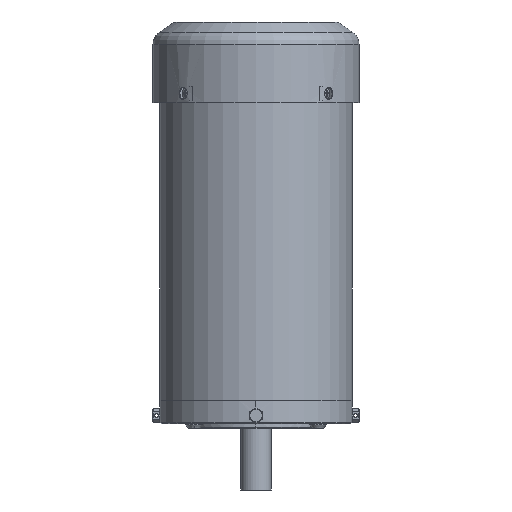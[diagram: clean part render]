
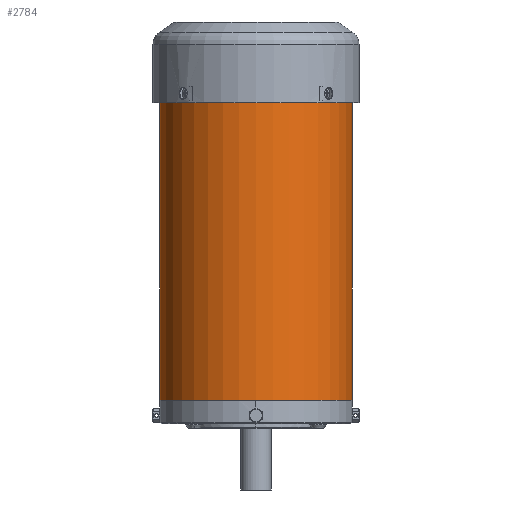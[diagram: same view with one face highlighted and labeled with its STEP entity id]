
A CAD part, front view. The second image highlights one B-rep face of the part: STEP entity #2784.
In plain terms, the highlighted cylindrical face has radius 82 mm (diameter 164 mm), a partial arc.
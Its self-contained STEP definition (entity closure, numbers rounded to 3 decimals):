
#2531=CARTESIAN_POINT('Vertex',(82.,0.,255.)) ;
#2533=CARTESIAN_POINT('Vertex',(-82.,0.,255.)) ;
#2536=CARTESIAN_POINT('Line Origine',(82.,0.,255.)) ;
#2540=CARTESIAN_POINT('Vertex',(82.,0.,0.)) ;
#2547=CARTESIAN_POINT('Vertex',(-82.,0.,0.)) ;
#2550=CARTESIAN_POINT('Line Origine',(-82.,0.,255.)) ;
#2740=CARTESIAN_POINT('Axis2P3D Location',(0.,0.,255.)) ;
#2768=CARTESIAN_POINT('Axis2P3D Location',(0.,0.,255.)) ;
#2773=CARTESIAN_POINT('Axis2P3D Location',(0.,0.,0.)) ;
#2537=DIRECTION('Vector Direction',(0.,0.,-1.)) ;
#2551=DIRECTION('Vector Direction',(0.,0.,-1.)) ;
#2741=DIRECTION('Axis2P3D Direction',(-0.,0.,1.)) ;
#2769=DIRECTION('Axis2P3D Direction',(-0.,0.,-1.)) ;
#2770=DIRECTION('Axis2P3D XDirection',(1.,0.,-0.)) ;
#2774=DIRECTION('Axis2P3D Direction',(-0.,0.,-1.)) ;
#2742=AXIS2_PLACEMENT_3D('Circle Axis2P3D',#2740,#2741,$) ;
#2771=AXIS2_PLACEMENT_3D('Cylinder Axis2P3D',#2768,#2769,#2770) ;
#2775=AXIS2_PLACEMENT_3D('Circle Axis2P3D',#2773,#2774,$) ;
#2779=ORIENTED_EDGE('',*,*,#2542,.F.) ;
#2780=ORIENTED_EDGE('',*,*,#2744,.F.) ;
#2781=ORIENTED_EDGE('',*,*,#2554,.T.) ;
#2782=ORIENTED_EDGE('',*,*,#2777,.T.) ;
#2538=VECTOR('Line Direction',#2537,1.) ;
#2552=VECTOR('Line Direction',#2551,1.) ;
#2784=ADVANCED_FACE('\X2\00C7\X0\\X2\00D0\X0\\X2\00B3\X0\\X2\00FD\X0\-\X2\00C0\X0\\X2\00AD\X0\\X2\00C9\X0\\X2\00EC\X0\2',(#2783),#2772,.T.) ;
#2743=CIRCLE('generated circle',#2742,82.) ;
#2776=CIRCLE('generated circle',#2775,82.) ;
#2772=CYLINDRICAL_SURFACE('generated cylinder',#2771,82.) ;
#2542=EDGE_CURVE('',#2532,#2541,#2539,.T.) ;
#2554=EDGE_CURVE('',#2534,#2548,#2553,.T.) ;
#2744=EDGE_CURVE('',#2534,#2532,#2743,.T.) ;
#2777=EDGE_CURVE('',#2548,#2541,#2776,.F.) ;
#2778=EDGE_LOOP('',(#2779,#2780,#2781,#2782)) ;
#2783=FACE_OUTER_BOUND('',#2778,.T.) ;
#2539=LINE('Line',#2536,#2538) ;
#2553=LINE('Line',#2550,#2552) ;
#2532=VERTEX_POINT('',#2531) ;
#2534=VERTEX_POINT('',#2533) ;
#2541=VERTEX_POINT('',#2540) ;
#2548=VERTEX_POINT('',#2547) ;
